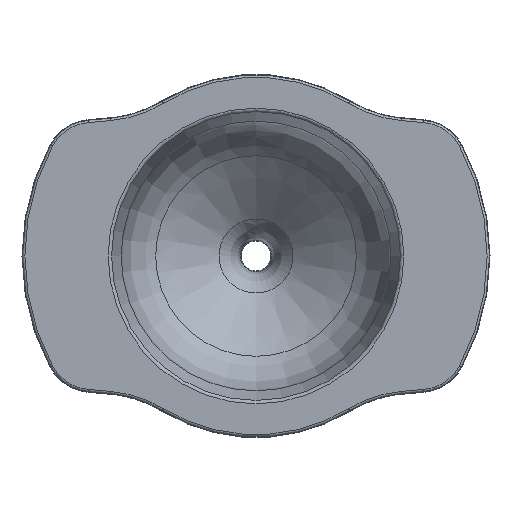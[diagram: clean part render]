
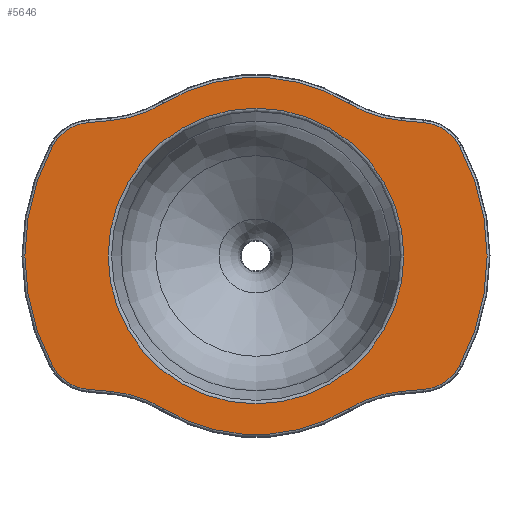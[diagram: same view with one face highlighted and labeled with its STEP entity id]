
A CAD part, left-side view. The second image highlights one B-rep face of the part: STEP entity #5646.
In plain terms, the highlighted planar face has unit normal (-1, 0, 0).
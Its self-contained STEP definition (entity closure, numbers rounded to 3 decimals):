
#342=CIRCLE('',#5981,3.742);
#344=CIRCLE('',#5984,10.258);
#348=CIRCLE('',#5989,19.342);
#351=CIRCLE('',#5993,3.742);
#353=CIRCLE('',#5996,10.258);
#360=CIRCLE('',#6006,10.258);
#362=CIRCLE('',#6009,3.742);
#366=CIRCLE('',#6014,14.942);
#368=CIRCLE('',#6017,19.342);
#372=CIRCLE('',#6022,10.258);
#374=CIRCLE('',#6025,3.742);
#495=CIRCLE('',#6297,14.942);
#496=CIRCLE('',#6298,12.373);
#2013=ORIENTED_EDGE('',*,*,#2784,.T.);
#2014=ORIENTED_EDGE('',*,*,#2779,.T.);
#2015=ORIENTED_EDGE('',*,*,#2786,.T.);
#2016=ORIENTED_EDGE('',*,*,#3147,.T.);
#2017=ORIENTED_EDGE('',*,*,#2795,.T.);
#2018=ORIENTED_EDGE('',*,*,#2802,.T.);
#2019=ORIENTED_EDGE('',*,*,#2808,.T.);
#2020=ORIENTED_EDGE('',*,*,#2814,.T.);
#2021=ORIENTED_EDGE('',*,*,#2820,.T.);
#2022=ORIENTED_EDGE('',*,*,#2822,.T.);
#2023=ORIENTED_EDGE('',*,*,#2818,.T.);
#2024=ORIENTED_EDGE('',*,*,#2812,.T.);
#2025=ORIENTED_EDGE('',*,*,#2806,.T.);
#2026=ORIENTED_EDGE('',*,*,#2800,.T.);
#2027=ORIENTED_EDGE('',*,*,#2793,.T.);
#2028=ORIENTED_EDGE('',*,*,#2790,.T.);
#2029=ORIENTED_EDGE('',*,*,#3148,.T.);
#2779=EDGE_CURVE('',#3473,#3472,#3872,.T.);
#2784=EDGE_CURVE('',#3475,#3473,#342,.T.);
#2786=EDGE_CURVE('',#3472,#3478,#344,.T.);
#2790=EDGE_CURVE('',#3479,#3475,#348,.T.);
#2793=EDGE_CURVE('',#3481,#3479,#351,.T.);
#2795=EDGE_CURVE('',#3485,#3484,#353,.T.);
#2800=EDGE_CURVE('',#3487,#3481,#3875,.T.);
#2802=EDGE_CURVE('',#3484,#3490,#3876,.T.);
#2806=EDGE_CURVE('',#3491,#3487,#360,.T.);
#2808=EDGE_CURVE('',#3490,#3494,#362,.T.);
#2812=EDGE_CURVE('',#3495,#3491,#366,.T.);
#2814=EDGE_CURVE('',#3494,#3498,#368,.T.);
#2818=EDGE_CURVE('',#3499,#3495,#372,.T.);
#2820=EDGE_CURVE('',#3498,#3502,#374,.T.);
#2822=EDGE_CURVE('',#3502,#3499,#3878,.T.);
#3147=EDGE_CURVE('',#3478,#3485,#495,.T.);
#3148=EDGE_CURVE('',#3681,#3681,#496,.T.);
#3472=VERTEX_POINT('',#11170);
#3473=VERTEX_POINT('',#11172);
#3475=VERTEX_POINT('',#11178);
#3478=VERTEX_POINT('',#11185);
#3479=VERTEX_POINT('',#11190);
#3481=VERTEX_POINT('',#11196);
#3484=VERTEX_POINT('',#11203);
#3485=VERTEX_POINT('',#11205);
#3487=VERTEX_POINT('',#11211);
#3490=VERTEX_POINT('',#11218);
#3491=VERTEX_POINT('',#11223);
#3494=VERTEX_POINT('',#11230);
#3495=VERTEX_POINT('',#11235);
#3498=VERTEX_POINT('',#11242);
#3499=VERTEX_POINT('',#11247);
#3502=VERTEX_POINT('',#11254);
#3681=VERTEX_POINT('',#11987);
#3872=LINE('',#11171,#4248);
#3875=LINE('',#11214,#4251);
#3876=LINE('',#11219,#4252);
#3878=LINE('',#11258,#4254);
#4248=VECTOR('',#7087,1000.);
#4251=VECTOR('',#7138,1000.);
#4252=VECTOR('',#7143,1000.);
#4254=VECTOR('',#7195,1000.);
#4764=EDGE_LOOP('',(#2013,#2014,#2015,#2016,#2017,#2018,#2019,#2020,#2021,
#2022,#2023,#2024,#2025,#2026,#2027,#2028));
#4765=EDGE_LOOP('',(#2029));
#5160=FACE_BOUND('',#4764,.T.);
#5161=FACE_BOUND('',#4765,.T.);
#5330=PLANE('',#6296);
#5646=ADVANCED_FACE('',(#5160,#5161),#5330,.F.);
#5981=AXIS2_PLACEMENT_3D('',#11181,#7097,#7098);
#5984=AXIS2_PLACEMENT_3D('',#11186,#7103,#7104);
#5989=AXIS2_PLACEMENT_3D('',#11193,#7113,#7114);
#5993=AXIS2_PLACEMENT_3D('',#11199,#7121,#7122);
#5996=AXIS2_PLACEMENT_3D('',#11204,#7127,#7128);
#6006=AXIS2_PLACEMENT_3D('',#11226,#7151,#7152);
#6009=AXIS2_PLACEMENT_3D('',#11231,#7157,#7158);
#6014=AXIS2_PLACEMENT_3D('',#11238,#7167,#7168);
#6017=AXIS2_PLACEMENT_3D('',#11243,#7173,#7174);
#6022=AXIS2_PLACEMENT_3D('',#11250,#7183,#7184);
#6025=AXIS2_PLACEMENT_3D('',#11255,#7189,#7190);
#6296=AXIS2_PLACEMENT_3D('',#11984,#7919,#7920);
#6297=AXIS2_PLACEMENT_3D('',#11985,#7921,#7922);
#6298=AXIS2_PLACEMENT_3D('',#11986,#7923,#7924);
#7087=DIRECTION('',(0.,-0.996,-0.087));
#7097=DIRECTION('',(-1.,0.,0.));
#7098=DIRECTION('',(0.,0.,-1.));
#7103=DIRECTION('',(1.,0.,0.));
#7104=DIRECTION('',(0.,0.,-1.));
#7113=DIRECTION('',(-1.,0.,0.));
#7114=DIRECTION('',(0.,0.,-1.));
#7121=DIRECTION('',(-1.,0.,0.));
#7122=DIRECTION('',(0.,0.,-1.));
#7127=DIRECTION('',(1.,0.,0.));
#7128=DIRECTION('',(0.,0.,-1.));
#7138=DIRECTION('',(0.,0.996,-0.087));
#7143=DIRECTION('',(0.,-0.996,0.087));
#7151=DIRECTION('',(1.,0.,0.));
#7152=DIRECTION('',(0.,0.,-1.));
#7157=DIRECTION('',(-1.,0.,0.));
#7158=DIRECTION('',(0.,0.,-1.));
#7167=DIRECTION('',(-1.,0.,0.));
#7168=DIRECTION('',(0.,0.,-1.));
#7173=DIRECTION('',(-1.,0.,0.));
#7174=DIRECTION('',(0.,0.,-1.));
#7183=DIRECTION('',(1.,0.,0.));
#7184=DIRECTION('',(0.,0.,-1.));
#7189=DIRECTION('',(-1.,0.,0.));
#7190=DIRECTION('',(0.,0.,-1.));
#7195=DIRECTION('',(0.,0.996,0.087));
#7919=DIRECTION('',(1.,0.,0.));
#7920=DIRECTION('',(0.,0.,-1.));
#7921=DIRECTION('',(-1.,0.,0.));
#7922=DIRECTION('',(0.,0.,-1.));
#7923=DIRECTION('',(1.,0.,0.));
#7924=DIRECTION('',(0.,0.,-1.));
#11170=CARTESIAN_POINT('',(0.,12.168,-11.332));
#11171=CARTESIAN_POINT('',(0.,21.421,-10.522));
#11172=CARTESIAN_POINT('',(0.,14.038,-11.168));
#11178=CARTESIAN_POINT('',(0.,17.001,-9.225));
#11181=CARTESIAN_POINT('',(0.,13.711,-7.44));
#11185=CARTESIAN_POINT('',(0.,7.745,-12.778));
#11186=CARTESIAN_POINT('',(0.,13.062,-21.551));
#11190=CARTESIAN_POINT('',(0.,17.001,9.225));
#11193=CARTESIAN_POINT('',(0.,0.,0.));
#11196=CARTESIAN_POINT('',(0.,14.038,11.168));
#11199=CARTESIAN_POINT('',(0.,13.711,7.44));
#11203=CARTESIAN_POINT('',(0.,-12.168,-11.332));
#11204=CARTESIAN_POINT('',(0.,-13.062,-21.551));
#11205=CARTESIAN_POINT('',(0.,-7.745,-12.778));
#11211=CARTESIAN_POINT('',(0.,12.168,11.332));
#11214=CARTESIAN_POINT('',(0.,21.421,10.522));
#11218=CARTESIAN_POINT('',(0.,-14.038,-11.168));
#11219=CARTESIAN_POINT('',(0.,19.268,-14.082));
#11223=CARTESIAN_POINT('',(0.,7.745,12.778));
#11226=CARTESIAN_POINT('',(0.,13.062,21.551));
#11230=CARTESIAN_POINT('',(0.,-17.001,-9.225));
#11231=CARTESIAN_POINT('',(0.,-13.711,-7.44));
#11235=CARTESIAN_POINT('',(0.,-7.745,12.778));
#11238=CARTESIAN_POINT('',(0.,0.,0.));
#11242=CARTESIAN_POINT('',(0.,-17.001,9.225));
#11243=CARTESIAN_POINT('',(0.,0.,0.));
#11247=CARTESIAN_POINT('',(0.,-12.168,11.332));
#11250=CARTESIAN_POINT('',(0.,-13.062,21.551));
#11254=CARTESIAN_POINT('',(0.,-14.038,11.168));
#11255=CARTESIAN_POINT('',(0.,-13.711,7.44));
#11258=CARTESIAN_POINT('',(0.,19.268,14.082));
#11984=CARTESIAN_POINT('',(0.,20.5,0.));
#11985=CARTESIAN_POINT('',(0.,0.,0.));
#11986=CARTESIAN_POINT('',(0.,0.,0.));
#11987=CARTESIAN_POINT('',(0.,0.,-12.373));
